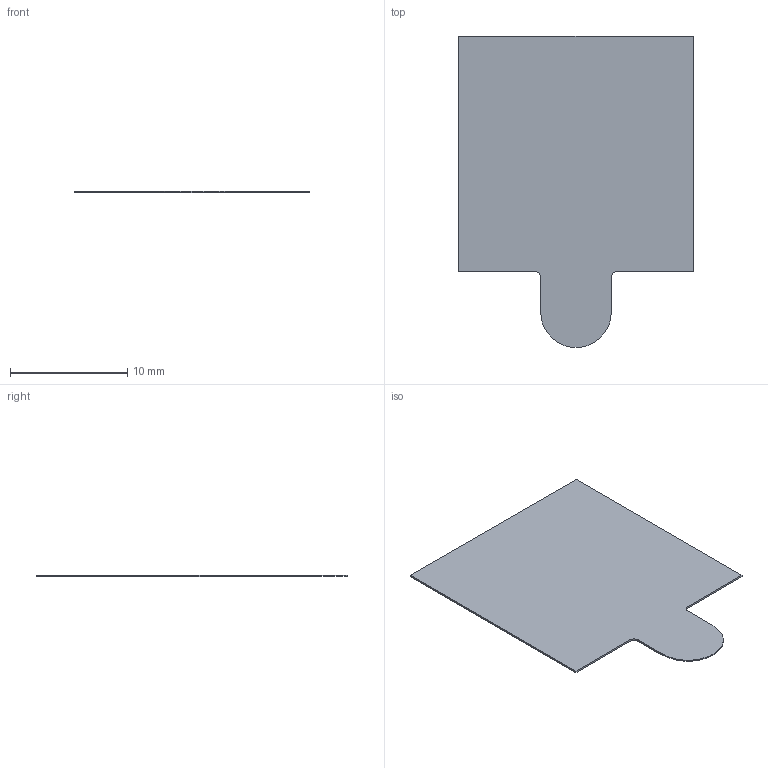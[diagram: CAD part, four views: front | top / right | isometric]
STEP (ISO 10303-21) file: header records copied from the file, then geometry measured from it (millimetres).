
FILE_DESCRIPTION (( 'STEP AP214' ), '1' );
FILE_NAME ('FXR.2020.A_Web.STEP', '2024-08-01T02:29:25', ( '' ), ( '' ), 'SwSTEP 2.0', 'SolidWorks 2022', '' );
FILE_SCHEMA (( 'AUTOMOTIVE_DESIGN' ));
Length unit declared in the file: millimetre
Products named in the file (1): FXR.2020.A_Web
Bounding box: 20 x 26.5 x 0.17 mm (x, y, z)
Volume: 69.1 mm3; surface area: 886.4 mm2
Topology: 1 solids, 1 shells, 350 faces, 943 edges, 628 vertices
Faces by surface type: plane 210, bspline 137, cylinder 3
Entity records: 18223 total; most frequent: CARTESIAN_POINT 6483, ORIENTED_EDGE 1886, DIRECTION 1103, EDGE_CURVE 943, VECTOR 663, LINE 663, VERTEX_POINT 628, EDGE_LOOP 383
